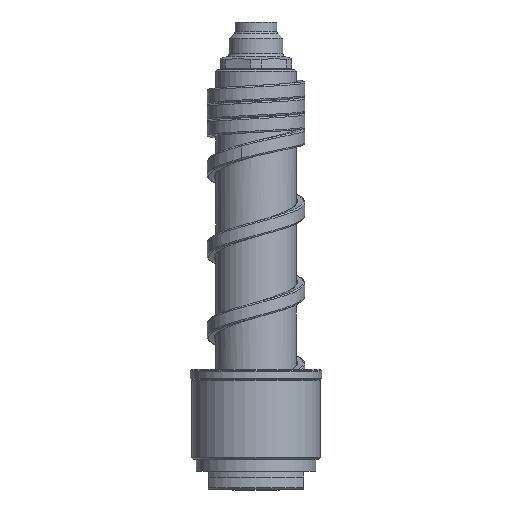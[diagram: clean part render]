
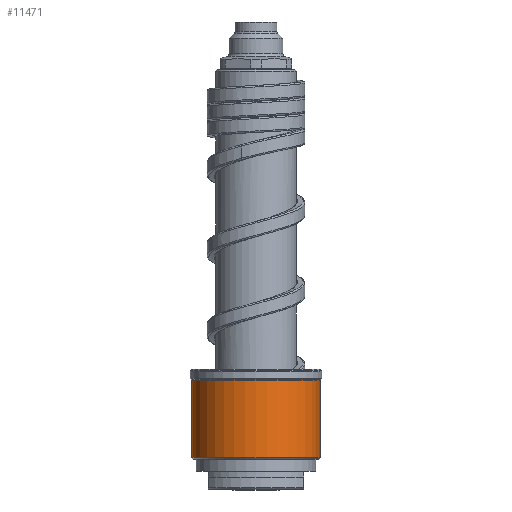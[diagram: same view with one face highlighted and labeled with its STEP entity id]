
A CAD part, front view. The second image highlights one B-rep face of the part: STEP entity #11471.
In plain terms, the highlighted cylindrical face has radius 21.5 mm (diameter 43 mm), a partial arc.
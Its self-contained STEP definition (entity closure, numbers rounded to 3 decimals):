
#3238=CARTESIAN_POINT('',(0.,0.,10.583));
#3239=DIRECTION('',(0.,0.,1.));
#3240=DIRECTION('',(-1.,0.,0.));
#3241=AXIS2_PLACEMENT_3D('',#3238,#3239,#3240);
#3243=DIRECTION('',(0.,0.,-1.));
#3244=VECTOR('',#3243,25.834);
#3245=CARTESIAN_POINT('',(-21.5,0.,36.417));
#3246=LINE('',#3245,#3244);
#3247=CARTESIAN_POINT('',(0.,0.,36.417));
#3248=DIRECTION('',(0.,0.,1.));
#3249=DIRECTION('',(-1.,0.,0.));
#3250=AXIS2_PLACEMENT_3D('',#3247,#3248,#3249);
#3252=DIRECTION('',(0.,0.,-1.));
#3253=VECTOR('',#3252,25.834);
#3254=CARTESIAN_POINT('',(21.5,0.,36.417));
#3255=LINE('',#3254,#3253);
#6513=CARTESIAN_POINT('',(21.5,0.,36.417));
#6514=CARTESIAN_POINT('',(-21.5,0.,36.417));
#6515=VERTEX_POINT('',#6513);
#6516=VERTEX_POINT('',#6514);
#6539=CARTESIAN_POINT('',(21.5,0.,10.583));
#6540=VERTEX_POINT('',#6539);
#6541=CARTESIAN_POINT('',(-21.5,0.,10.583));
#6542=VERTEX_POINT('',#6541);
#11459=CARTESIAN_POINT('',(0.,0.,8.5));
#11460=DIRECTION('',(0.,0.,1.));
#11461=DIRECTION('',(-1.,0.,0.));
#11462=AXIS2_PLACEMENT_3D('',#11459,#11460,#11461);
#11463=CYLINDRICAL_SURFACE('',#11462,21.5);
#11464=ORIENTED_EDGE('',*,*,#9694,.F.);
#11465=ORIENTED_EDGE('',*,*,#9675,.F.);
#11467=ORIENTED_EDGE('',*,*,#11466,.T.);
#11468=ORIENTED_EDGE('',*,*,#9671,.T.);
#11469=EDGE_LOOP('',(#11464,#11465,#11467,#11468));
#11470=FACE_OUTER_BOUND('',#11469,.F.);
#3242=CIRCLE('',#3241,21.5);
#3251=CIRCLE('',#3250,21.5);
#9671=EDGE_CURVE('',#6515,#6540,#3255,.T.);
#9675=EDGE_CURVE('',#6516,#6542,#3246,.T.);
#9694=EDGE_CURVE('',#6542,#6540,#3242,.T.);
#11466=EDGE_CURVE('',#6516,#6515,#3251,.T.);
#11471=ADVANCED_FACE('',(#11470),#11463,.T.);
